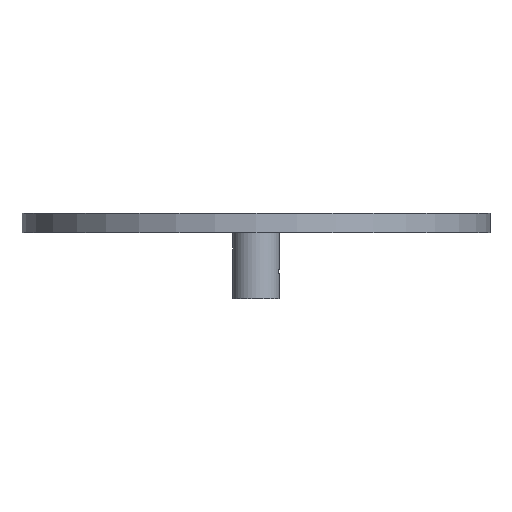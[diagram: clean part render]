
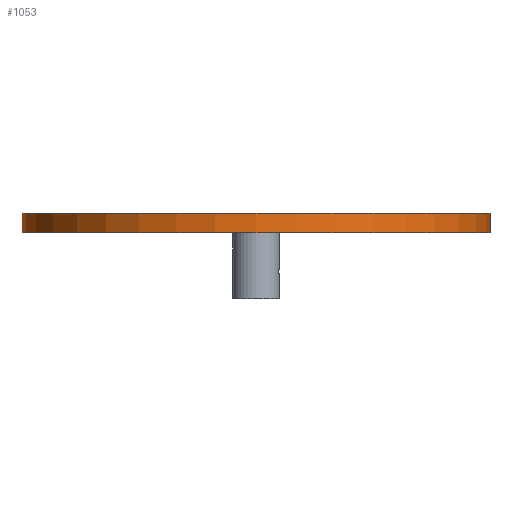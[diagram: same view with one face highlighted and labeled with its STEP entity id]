
A CAD part, front view. The second image highlights one B-rep face of the part: STEP entity #1053.
In plain terms, the highlighted cylindrical face has radius 60 mm (diameter 120 mm), a full revolution.
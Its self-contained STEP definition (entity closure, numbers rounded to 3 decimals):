
#71=CYLINDRICAL_SURFACE('',#1192,60.);
#125=CIRCLE('',#1193,60.);
#126=CIRCLE('',#1194,60.);
#196=FACE_OUTER_BOUND('',#271,.T.);
#271=EDGE_LOOP('',(#897,#898,#899,#900));
#374=LINE('',#1854,#450);
#450=VECTOR('',#1522,60.);
#538=VERTEX_POINT('',#1851);
#539=VERTEX_POINT('',#1853);
#670=EDGE_CURVE('',#538,#538,#125,.T.);
#671=EDGE_CURVE('',#538,#539,#374,.T.);
#672=EDGE_CURVE('',#539,#539,#126,.T.);
#897=ORIENTED_EDGE('',*,*,#670,.F.);
#898=ORIENTED_EDGE('',*,*,#671,.T.);
#899=ORIENTED_EDGE('',*,*,#672,.T.);
#900=ORIENTED_EDGE('',*,*,#671,.F.);
#1053=ADVANCED_FACE('',(#196),#71,.T.);
#1192=AXIS2_PLACEMENT_3D('',#1850,#1518,#1519);
#1193=AXIS2_PLACEMENT_3D('',#1852,#1520,#1521);
#1194=AXIS2_PLACEMENT_3D('',#1855,#1523,#1524);
#1518=DIRECTION('center_axis',(0.,0.,1.));
#1519=DIRECTION('ref_axis',(1.,0.,0.));
#1520=DIRECTION('center_axis',(0.,0.,1.));
#1521=DIRECTION('ref_axis',(1.,0.,0.));
#1522=DIRECTION('',(0.,0.,-1.));
#1523=DIRECTION('center_axis',(0.,0.,1.));
#1524=DIRECTION('ref_axis',(1.,0.,0.));
#1850=CARTESIAN_POINT('Origin',(0.,0.,0.));
#1851=CARTESIAN_POINT('',(-60.,0.,5.));
#1852=CARTESIAN_POINT('Origin',(0.,0.,5.));
#1853=CARTESIAN_POINT('',(-60.,0.,0.));
#1854=CARTESIAN_POINT('',(-60.,0.,0.));
#1855=CARTESIAN_POINT('Origin',(0.,0.,0.));
